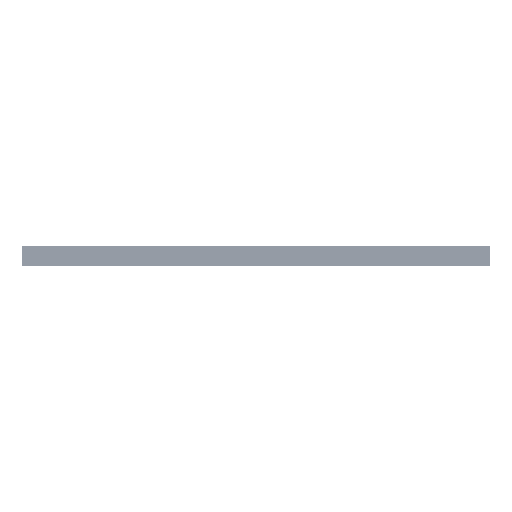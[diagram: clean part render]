
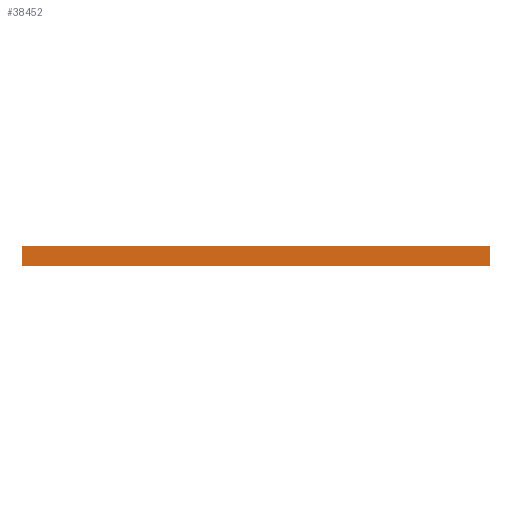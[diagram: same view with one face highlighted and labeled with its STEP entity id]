
A CAD part, left-side view. The second image highlights one B-rep face of the part: STEP entity #38452.
In plain terms, the highlighted planar face has unit normal (-1, 0, 0).
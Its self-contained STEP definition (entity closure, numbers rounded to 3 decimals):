
#7029 = EDGE_CURVE ( 'NONE', #93186, #152019, #47563, .T. ) ;
#10586 = DIRECTION ( 'NONE',  ( 0., -1., 0. ) ) ;
#12297 = ORIENTED_EDGE ( 'NONE', *, *, #147676, .T. ) ;
#12798 = DIRECTION ( 'NONE',  ( 0., 1., 0. ) ) ;
#15470 = VECTOR ( 'NONE', #43071, 1000. ) ;
#24826 = VECTOR ( 'NONE', #10586, 1000. ) ;
#28632 = LINE ( 'NONE', #82965, #24826 ) ;
#33604 = CARTESIAN_POINT ( 'NONE',  ( -600., -600., 50. ) ) ;
#34367 = LINE ( 'NONE', #33604, #127008 ) ;
#36717 = CARTESIAN_POINT ( 'NONE',  ( -600., -600., 0. ) ) ;
#38452 = ADVANCED_FACE ( 'NONE', ( #152751 ), #108873, .F. ) ;
#41545 = VERTEX_POINT ( 'NONE', #36717 ) ;
#43071 = DIRECTION ( 'NONE',  ( 0., 0., -1. ) ) ;
#45730 = DIRECTION ( 'NONE',  ( 0., 0., -1. ) ) ;
#47563 = LINE ( 'NONE', #139778, #15470 ) ;
#49846 = VECTOR ( 'NONE', #69783, 1000. ) ;
#51225 = CARTESIAN_POINT ( 'NONE',  ( -600., 600., 50. ) ) ;
#57663 = CARTESIAN_POINT ( 'NONE',  ( -600., -600., 50. ) ) ;
#60667 = AXIS2_PLACEMENT_3D ( 'NONE', #73021, #85223, #12798 ) ;
#67845 = ORIENTED_EDGE ( 'NONE', *, *, #139596, .F. ) ;
#69783 = DIRECTION ( 'NONE',  ( 0., -1., 0. ) ) ;
#73021 = CARTESIAN_POINT ( 'NONE',  ( -600., 600., 50. ) ) ;
#82096 = LINE ( 'NONE', #93568, #49846 ) ;
#82475 = EDGE_LOOP ( 'NONE', ( #12297, #107411, #67845, #120417 ) ) ;
#82965 = CARTESIAN_POINT ( 'NONE',  ( -600., 600., 50. ) ) ;
#85223 = DIRECTION ( 'NONE',  ( 1., 0., 0. ) ) ;
#91473 = CARTESIAN_POINT ( 'NONE',  ( -600., 600., 0. ) ) ;
#93186 = VERTEX_POINT ( 'NONE', #51225 ) ;
#93568 = CARTESIAN_POINT ( 'NONE',  ( -600., 600., 0. ) ) ;
#107411 = ORIENTED_EDGE ( 'NONE', *, *, #136623, .F. ) ;
#108873 = PLANE ( 'NONE',  #60667 ) ;
#120417 = ORIENTED_EDGE ( 'NONE', *, *, #7029, .T. ) ;
#127008 = VECTOR ( 'NONE', #45730, 1000. ) ;
#136623 = EDGE_CURVE ( 'NONE', #149826, #41545, #34367, .T. ) ;
#139596 = EDGE_CURVE ( 'NONE', #93186, #149826, #28632, .T. ) ;
#139778 = CARTESIAN_POINT ( 'NONE',  ( -600., 600., 50. ) ) ;
#147676 = EDGE_CURVE ( 'NONE', #152019, #41545, #82096, .T. ) ;
#149826 = VERTEX_POINT ( 'NONE', #57663 ) ;
#152019 = VERTEX_POINT ( 'NONE', #91473 ) ;
#152751 = FACE_OUTER_BOUND ( 'NONE', #82475, .T. ) ;
